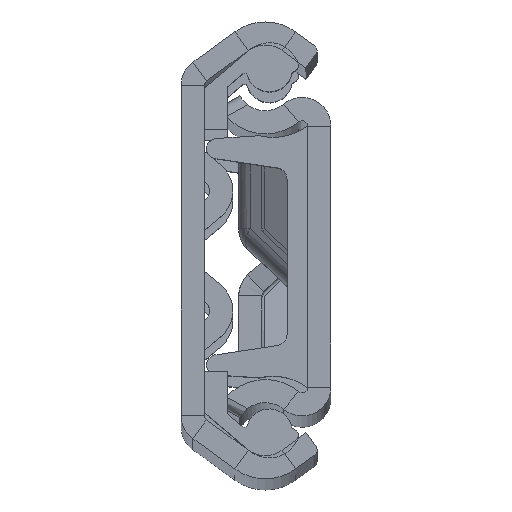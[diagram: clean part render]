
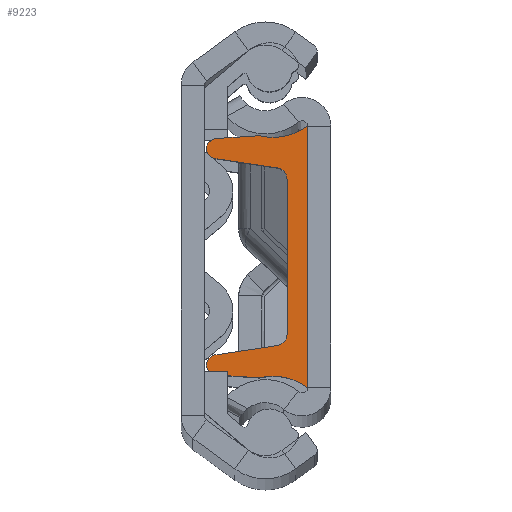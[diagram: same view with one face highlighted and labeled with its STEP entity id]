
A CAD part, top view. The second image highlights one B-rep face of the part: STEP entity #9223.
In plain terms, the highlighted face is planar.
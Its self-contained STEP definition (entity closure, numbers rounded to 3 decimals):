
#217 = DIRECTION ( 'NONE',  ( 0., 0.067, 0.998 ) ) ;
#319 = DIRECTION ( 'NONE',  ( 0., -0.149, -0.989 ) ) ;
#369 = CARTESIAN_POINT ( 'NONE',  ( 6., 8.51, 8.055 ) ) ;
#487 = VERTEX_POINT ( 'NONE', #8573 ) ;
#503 = VECTOR ( 'NONE', #2168, 1000. ) ;
#507 = VERTEX_POINT ( 'NONE', #2801 ) ;
#626 = LINE ( 'NONE', #2899, #8741 ) ;
#627 = CARTESIAN_POINT ( 'NONE',  ( 6., 0., 0. ) ) ;
#645 = AXIS2_PLACEMENT_3D ( 'NONE', #9212, #7799, #1017 ) ;
#679 = DIRECTION ( 'NONE',  ( 0., -0.067, 0.998 ) ) ;
#747 = DIRECTION ( 'NONE',  ( 1., 0., 0. ) ) ;
#823 = EDGE_CURVE ( 'NONE', #1603, #6758, #3325, .T. ) ;
#859 = EDGE_CURVE ( 'NONE', #6732, #4893, #8727, .T. ) ;
#1017 = DIRECTION ( 'NONE',  ( 0., 0., -1. ) ) ;
#1025 = EDGE_CURVE ( 'NONE', #1159, #507, #6172, .T. ) ;
#1159 = VERTEX_POINT ( 'NONE', #2886 ) ;
#1162 = DIRECTION ( 'NONE',  ( 0., -1., 0. ) ) ;
#1232 = CARTESIAN_POINT ( 'NONE',  ( 6., -7.136, -1.074 ) ) ;
#1327 = ORIENTED_EDGE ( 'NONE', *, *, #823, .T. ) ;
#1452 = AXIS2_PLACEMENT_3D ( 'NONE', #7174, #7368, #4983 ) ;
#1484 = EDGE_CURVE ( 'NONE', #7063, #1159, #2803, .T. ) ;
#1578 = EDGE_CURVE ( 'NONE', #4893, #7371, #4378, .T. ) ;
#1599 = AXIS2_PLACEMENT_3D ( 'NONE', #9362, #4712, #8456 ) ;
#1603 = VERTEX_POINT ( 'NONE', #5169 ) ;
#1709 = LINE ( 'NONE', #1811, #7139 ) ;
#1803 = AXIS2_PLACEMENT_3D ( 'NONE', #3344, #4227, #2607 ) ;
#1811 = CARTESIAN_POINT ( 'NONE',  ( 6., 7.136, -1.074 ) ) ;
#1867 = VERTEX_POINT ( 'NONE', #369 ) ;
#1881 = CARTESIAN_POINT ( 'NONE',  ( 6., 11.35, 0. ) ) ;
#1905 = AXIS2_PLACEMENT_3D ( 'NONE', #2645, #6356, #5608 ) ;
#2058 = EDGE_CURVE ( 'NONE', #7063, #8583, #7468, .T. ) ;
#2082 = DIRECTION ( 'NONE',  ( 0., 0., -1. ) ) ;
#2168 = DIRECTION ( 'NONE',  ( 0., -1., 0. ) ) ;
#2235 = PLANE ( 'NONE',  #5304 ) ;
#2502 = LINE ( 'NONE', #2643, #9622 ) ;
#2556 = ORIENTED_EDGE ( 'NONE', *, *, #2913, .T. ) ;
#2607 = DIRECTION ( 'NONE',  ( 0., 0., -1. ) ) ;
#2635 = CARTESIAN_POINT ( 'NONE',  ( 6., 9.375, 8.8 ) ) ;
#2637 = ORIENTED_EDGE ( 'NONE', *, *, #859, .F. ) ;
#2643 = CARTESIAN_POINT ( 'NONE',  ( 6., -10.734, 0.718 ) ) ;
#2645 = CARTESIAN_POINT ( 'NONE',  ( 6., -6.708, 2.8 ) ) ;
#2680 = VERTEX_POINT ( 'NONE', #6914 ) ;
#2801 = CARTESIAN_POINT ( 'NONE',  ( 6., -6.708, 1.8 ) ) ;
#2803 = LINE ( 'NONE', #1232, #5861 ) ;
#2817 = DIRECTION ( 'NONE',  ( 1., 0., 0. ) ) ;
#2821 = ORIENTED_EDGE ( 'NONE', *, *, #7691, .F. ) ;
#2886 = CARTESIAN_POINT ( 'NONE',  ( 6., -7.697, 2.651 ) ) ;
#2899 = CARTESIAN_POINT ( 'NONE',  ( 6., 10.734, 0.718 ) ) ;
#2913 = EDGE_CURVE ( 'NONE', #6758, #1867, #5860, .T. ) ;
#3161 = EDGE_CURVE ( 'NONE', #6732, #1603, #626, .T. ) ;
#3240 = ORIENTED_EDGE ( 'NONE', *, *, #3161, .T. ) ;
#3311 = CARTESIAN_POINT ( 'NONE',  ( 6., -9.375, 7.925 ) ) ;
#3325 = CIRCLE ( 'NONE', #645, 0.875 ) ;
#3344 = CARTESIAN_POINT ( 'NONE',  ( 6., 6.708, 2.8 ) ) ;
#3377 = EDGE_CURVE ( 'NONE', #1867, #8836, #1709, .T. ) ;
#3731 = CARTESIAN_POINT ( 'NONE',  ( 6., -15.35, 3. ) ) ;
#4190 = VERTEX_POINT ( 'NONE', #7443 ) ;
#4220 = AXIS2_PLACEMENT_3D ( 'NONE', #3731, #6010, #5261 ) ;
#4227 = DIRECTION ( 'NONE',  ( 1., 0., 0. ) ) ;
#4295 = AXIS2_PLACEMENT_3D ( 'NONE', #7599, #9354, #7694 ) ;
#4378 = LINE ( 'NONE', #627, #503 ) ;
#4500 = CARTESIAN_POINT ( 'NONE',  ( 6., 0., 0. ) ) ;
#4616 = CARTESIAN_POINT ( 'NONE',  ( 6., -9.375, 8.8 ) ) ;
#4712 = DIRECTION ( 'NONE',  ( 1., 0., 0. ) ) ;
#4893 = VERTEX_POINT ( 'NONE', #1881 ) ;
#4983 = DIRECTION ( 'NONE',  ( 0., 0., -1. ) ) ;
#5169 = CARTESIAN_POINT ( 'NONE',  ( 6., 10.248, 7.983 ) ) ;
#5261 = DIRECTION ( 'NONE',  ( 0., 0., -1. ) ) ;
#5285 = EDGE_CURVE ( 'NONE', #487, #8836, #6695, .T. ) ;
#5300 = CARTESIAN_POINT ( 'NONE',  ( 6., 10.5, 4.216 ) ) ;
#5304 = AXIS2_PLACEMENT_3D ( 'NONE', #4500, #747, #8427 ) ;
#5495 = EDGE_CURVE ( 'NONE', #8583, #2680, #6708, .T. ) ;
#5597 = ORIENTED_EDGE ( 'NONE', *, *, #1025, .F. ) ;
#5608 = DIRECTION ( 'NONE',  ( 0., 0., -1. ) ) ;
#5860 = CIRCLE ( 'NONE', #1452, 0.875 ) ;
#5861 = VECTOR ( 'NONE', #7256, 1000. ) ;
#6010 = DIRECTION ( 'NONE',  ( 1., 0., 0. ) ) ;
#6101 = CARTESIAN_POINT ( 'NONE',  ( 6., 7.697, 2.651 ) ) ;
#6127 = CIRCLE ( 'NONE', #4220, 5. ) ;
#6172 = CIRCLE ( 'NONE', #1905, 1. ) ;
#6356 = DIRECTION ( 'NONE',  ( 1., 0., 0. ) ) ;
#6387 = EDGE_CURVE ( 'NONE', #487, #507, #7043, .T. ) ;
#6395 = EDGE_CURVE ( 'NONE', #4190, #2680, #2502, .T. ) ;
#6695 = CIRCLE ( 'NONE', #1803, 1. ) ;
#6708 = CIRCLE ( 'NONE', #7817, 0.875 ) ;
#6732 = VERTEX_POINT ( 'NONE', #5300 ) ;
#6758 = VERTEX_POINT ( 'NONE', #2635 ) ;
#6914 = CARTESIAN_POINT ( 'NONE',  ( 6., -10.248, 7.983 ) ) ;
#7043 = LINE ( 'NONE', #7091, #8497 ) ;
#7063 = VERTEX_POINT ( 'NONE', #9040 ) ;
#7091 = CARTESIAN_POINT ( 'NONE',  ( 6., 0., 1.8 ) ) ;
#7139 = VECTOR ( 'NONE', #319, 1000. ) ;
#7174 = CARTESIAN_POINT ( 'NONE',  ( 6., 9.375, 7.925 ) ) ;
#7256 = DIRECTION ( 'NONE',  ( 0., 0.149, -0.989 ) ) ;
#7368 = DIRECTION ( 'NONE',  ( 1., 0., 0. ) ) ;
#7371 = VERTEX_POINT ( 'NONE', #9269 ) ;
#7443 = CARTESIAN_POINT ( 'NONE',  ( 6., -10.5, 4.216 ) ) ;
#7468 = CIRCLE ( 'NONE', #4295, 0.875 ) ;
#7599 = CARTESIAN_POINT ( 'NONE',  ( 6., -9.375, 7.925 ) ) ;
#7691 = EDGE_CURVE ( 'NONE', #7371, #4190, #6127, .T. ) ;
#7694 = DIRECTION ( 'NONE',  ( 0., 0., -1. ) ) ;
#7710 = ORIENTED_EDGE ( 'NONE', *, *, #6395, .F. ) ;
#7799 = DIRECTION ( 'NONE',  ( 1., 0., 0. ) ) ;
#7817 = AXIS2_PLACEMENT_3D ( 'NONE', #3311, #2817, #2082 ) ;
#8039 = ORIENTED_EDGE ( 'NONE', *, *, #5285, .F. ) ;
#8176 = ORIENTED_EDGE ( 'NONE', *, *, #3377, .T. ) ;
#8241 = ORIENTED_EDGE ( 'NONE', *, *, #1578, .F. ) ;
#8427 = DIRECTION ( 'NONE',  ( 0., 0., -1. ) ) ;
#8456 = DIRECTION ( 'NONE',  ( 0., 0., -1. ) ) ;
#8476 = FACE_OUTER_BOUND ( 'NONE', #8642, .T. ) ;
#8497 = VECTOR ( 'NONE', #1162, 1000. ) ;
#8573 = CARTESIAN_POINT ( 'NONE',  ( 6., 6.708, 1.8 ) ) ;
#8583 = VERTEX_POINT ( 'NONE', #4616 ) ;
#8585 = ORIENTED_EDGE ( 'NONE', *, *, #1484, .F. ) ;
#8642 = EDGE_LOOP ( 'NONE', ( #8585, #9597, #9300, #7710, #2821, #8241, #2637, #3240, #1327, #2556, #8176, #8039, #9163, #5597 ) ) ;
#8727 = CIRCLE ( 'NONE', #1599, 5. ) ;
#8741 = VECTOR ( 'NONE', #679, 1000. ) ;
#8836 = VERTEX_POINT ( 'NONE', #6101 ) ;
#9040 = CARTESIAN_POINT ( 'NONE',  ( 6., -8.51, 8.055 ) ) ;
#9163 = ORIENTED_EDGE ( 'NONE', *, *, #6387, .T. ) ;
#9212 = CARTESIAN_POINT ( 'NONE',  ( 6., 9.375, 7.925 ) ) ;
#9223 = ADVANCED_FACE ( 'NONE', ( #8476 ), #2235, .T. ) ;
#9269 = CARTESIAN_POINT ( 'NONE',  ( 6., -11.35, 0. ) ) ;
#9300 = ORIENTED_EDGE ( 'NONE', *, *, #5495, .T. ) ;
#9354 = DIRECTION ( 'NONE',  ( 1., 0., 0. ) ) ;
#9362 = CARTESIAN_POINT ( 'NONE',  ( 6., 15.35, 3. ) ) ;
#9597 = ORIENTED_EDGE ( 'NONE', *, *, #2058, .T. ) ;
#9622 = VECTOR ( 'NONE', #217, 1000. ) ;
